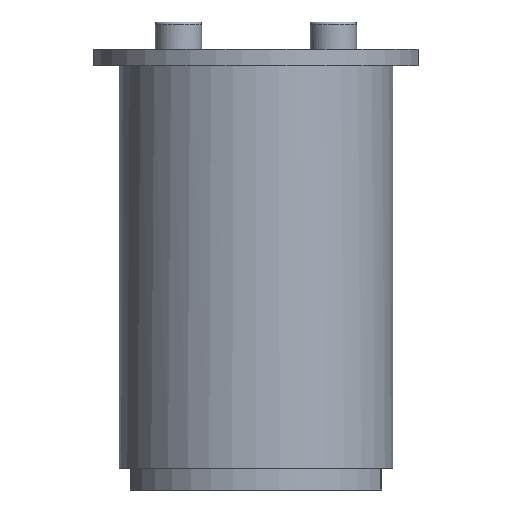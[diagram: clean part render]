
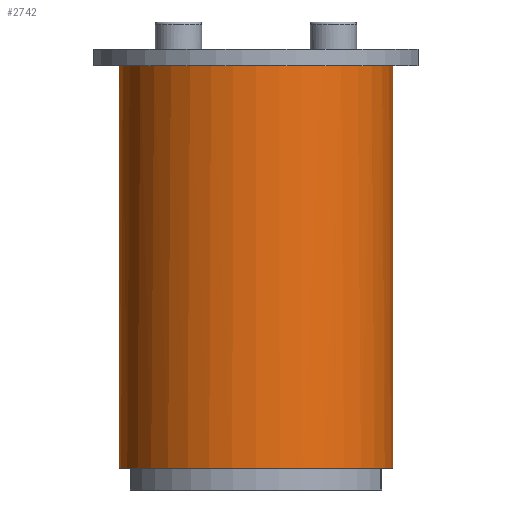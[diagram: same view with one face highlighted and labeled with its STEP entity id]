
A CAD part, front view. The second image highlights one B-rep face of the part: STEP entity #2742.
In plain terms, the highlighted cylindrical face has radius 25 mm (diameter 50 mm), a partial arc.
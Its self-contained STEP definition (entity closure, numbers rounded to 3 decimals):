
#48=CYLINDRICAL_SURFACE('',#3007,25.);
#202=LINE('',#4509,#388);
#203=LINE('',#4511,#389);
#388=VECTOR('',#3594,10.);
#389=VECTOR('',#3597,10.);
#539=FACE_OUTER_BOUND('',#708,.T.);
#708=EDGE_LOOP('',(#1908,#1909,#1910,#1911,#1912,#1913));
#884=CIRCLE('',#2994,25.);
#894=CIRCLE('',#3005,25.);
#895=CIRCLE('',#3006,25.);
#896=CIRCLE('',#3008,25.);
#1118=VERTEX_POINT('',#4469);
#1119=VERTEX_POINT('',#4471);
#1129=VERTEX_POINT('',#4492);
#1133=VERTEX_POINT('',#4500);
#1134=VERTEX_POINT('',#4502);
#1135=VERTEX_POINT('',#4505);
#1408=EDGE_CURVE('',#1119,#1118,#884,.T.);
#1422=EDGE_CURVE('',#1133,#1134,#894,.T.);
#1425=EDGE_CURVE('',#1135,#1129,#895,.T.);
#1426=EDGE_CURVE('',#1134,#1119,#202,.T.);
#1427=EDGE_CURVE('',#1129,#1133,#896,.T.);
#1428=EDGE_CURVE('',#1118,#1135,#203,.T.);
#1908=ORIENTED_EDGE('',*,*,#1426,.F.);
#1909=ORIENTED_EDGE('',*,*,#1422,.F.);
#1910=ORIENTED_EDGE('',*,*,#1427,.F.);
#1911=ORIENTED_EDGE('',*,*,#1425,.F.);
#1912=ORIENTED_EDGE('',*,*,#1428,.F.);
#1913=ORIENTED_EDGE('',*,*,#1408,.F.);
#2742=ADVANCED_FACE('',(#539),#48,.T.);
#2994=AXIS2_PLACEMENT_3D('',#4473,#3560,#3561);
#3005=AXIS2_PLACEMENT_3D('',#4503,#3586,#3587);
#3006=AXIS2_PLACEMENT_3D('',#4507,#3590,#3591);
#3007=AXIS2_PLACEMENT_3D('',#4508,#3592,#3593);
#3008=AXIS2_PLACEMENT_3D('',#4510,#3595,#3596);
#3560=DIRECTION('center_axis',(0.,0.,-1.));
#3561=DIRECTION('ref_axis',(-1.,0.,0.));
#3586=DIRECTION('center_axis',(0.,0.,1.));
#3587=DIRECTION('ref_axis',(-1.,0.,0.));
#3590=DIRECTION('center_axis',(0.,0.,1.));
#3591=DIRECTION('ref_axis',(-1.,0.,0.));
#3592=DIRECTION('center_axis',(0.,0.,1.));
#3593=DIRECTION('ref_axis',(-1.,0.,0.));
#3594=DIRECTION('',(0.,0.,-1.));
#3595=DIRECTION('center_axis',(0.,0.,1.));
#3596=DIRECTION('ref_axis',(-1.,0.,0.));
#3597=DIRECTION('',(0.,0.,1.));
#4469=CARTESIAN_POINT('',(-25.,0.,-36.75));
#4471=CARTESIAN_POINT('',(25.,0.,-36.75));
#4473=CARTESIAN_POINT('Origin',(0.,0.,-36.75));
#4492=CARTESIAN_POINT('',(-24.955,-1.5,36.75));
#4500=CARTESIAN_POINT('',(24.955,-1.5,36.75));
#4502=CARTESIAN_POINT('',(25.,0.,36.75));
#4503=CARTESIAN_POINT('Origin',(0.,0.,36.75));
#4505=CARTESIAN_POINT('',(-25.,0.,36.75));
#4507=CARTESIAN_POINT('Origin',(0.,0.,36.75));
#4508=CARTESIAN_POINT('Origin',(0.,0.,0.));
#4509=CARTESIAN_POINT('',(25.,0.,0.));
#4510=CARTESIAN_POINT('Origin',(0.,0.,36.75));
#4511=CARTESIAN_POINT('',(-25.,0.,0.));
